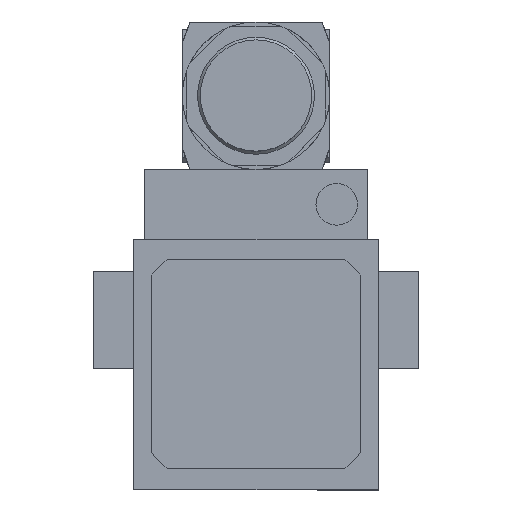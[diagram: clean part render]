
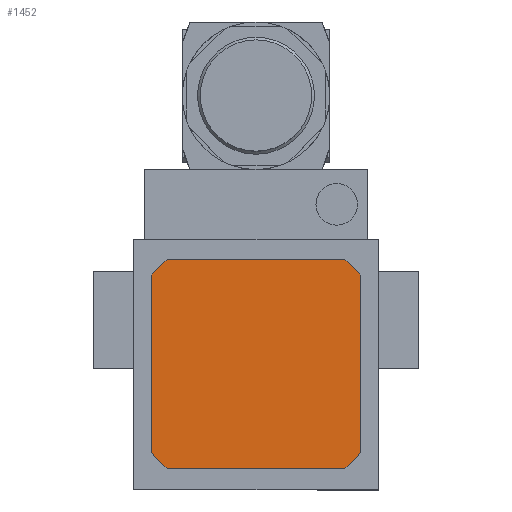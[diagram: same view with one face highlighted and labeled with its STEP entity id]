
A CAD part, top view. The second image highlights one B-rep face of the part: STEP entity #1452.
In plain terms, the highlighted free-form (B-spline) face has degree [1, 1] with [2, 2] control points.
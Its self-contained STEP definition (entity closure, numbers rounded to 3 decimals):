
#1183=CARTESIAN_POINT('',(37.5,31.927,142.0));
#1184=VERTEX_POINT('',#1183);
#1185=CARTESIAN_POINT('',(31.927,37.5,142.0));
#1186=VERTEX_POINT('',#1185);
#1187=CARTESIAN_POINT('',(0.0,0.0,142.0));
#1188=DIRECTION('',(0.0,0.0,1.));
#1189=DIRECTION('',(0.648,0.761,0.0));
#1190=AXIS2_PLACEMENT_3D('',#1187,#1188,#1189);
#1191=CIRCLE('',#1190,49.25);
#1192=EDGE_CURVE('',#1184,#1186,#1191,.T.);
#1215=CARTESIAN_POINT('',(-31.927,37.5,142.0));
#1216=VERTEX_POINT('',#1215);
#1217=CARTESIAN_POINT('',(31.927,37.5,142.0));
#1218=DIRECTION('',(-1.0,0.0,0.0));
#1219=VECTOR('',#1218,63.853);
#1220=LINE('',#1217,#1219);
#1221=EDGE_CURVE('',#1186,#1216,#1220,.T.);
#1260=CARTESIAN_POINT('',(-37.5,31.927,142.0));
#1261=VERTEX_POINT('',#1260);
#1262=CARTESIAN_POINT('',(0.0,0.0,142.0));
#1263=DIRECTION('',(0.0,0.0,1.));
#1264=DIRECTION('',(-0.761,0.648,0.0));
#1265=AXIS2_PLACEMENT_3D('',#1262,#1263,#1264);
#1266=CIRCLE('',#1265,49.25);
#1267=EDGE_CURVE('',#1216,#1261,#1266,.T.);
#1285=CARTESIAN_POINT('',(-37.5,-31.927,142.0));
#1286=VERTEX_POINT('',#1285);
#1287=CARTESIAN_POINT('',(-37.5,31.927,142.0));
#1288=DIRECTION('',(0.0,-1.0,0.0));
#1289=VECTOR('',#1288,63.853);
#1290=LINE('',#1287,#1289);
#1291=EDGE_CURVE('',#1261,#1286,#1290,.T.);
#1330=CARTESIAN_POINT('',(-31.927,-37.5,142.0));
#1331=VERTEX_POINT('',#1330);
#1332=CARTESIAN_POINT('',(0.0,0.0,142.0));
#1333=DIRECTION('',(0.0,0.0,1.0));
#1334=DIRECTION('',(-0.648,-0.761,0.0));
#1335=AXIS2_PLACEMENT_3D('',#1332,#1333,#1334);
#1336=CIRCLE('',#1335,49.25);
#1337=EDGE_CURVE('',#1286,#1331,#1336,.T.);
#1355=CARTESIAN_POINT('',(31.927,-37.5,142.0));
#1356=VERTEX_POINT('',#1355);
#1357=CARTESIAN_POINT('',(-31.927,-37.5,142.0));
#1358=DIRECTION('',(1.0,0.0,0.0));
#1359=VECTOR('',#1358,63.853);
#1360=LINE('',#1357,#1359);
#1361=EDGE_CURVE('',#1331,#1356,#1360,.T.);
#1400=CARTESIAN_POINT('',(37.5,-31.927,142.0));
#1401=VERTEX_POINT('',#1400);
#1402=CARTESIAN_POINT('',(0.0,0.0,142.0));
#1403=DIRECTION('',(0.0,0.0,1.0));
#1404=DIRECTION('',(0.761,-0.648,0.0));
#1405=AXIS2_PLACEMENT_3D('',#1402,#1403,#1404);
#1406=CIRCLE('',#1405,49.25);
#1407=EDGE_CURVE('',#1356,#1401,#1406,.T.);
#1425=CARTESIAN_POINT('',(37.5,-31.927,142.0));
#1426=DIRECTION('',(0.0,1.0,0.0));
#1427=VECTOR('',#1426,63.853);
#1428=LINE('',#1425,#1427);
#1429=EDGE_CURVE('',#1401,#1184,#1428,.T.);
#1437=CARTESIAN_POINT('',(-37.5,37.5,142.0));
#1438=CARTESIAN_POINT('',(37.5,37.5,142.0));
#1439=CARTESIAN_POINT('',(-37.5,-37.5,142.0));
#1440=CARTESIAN_POINT('',(37.5,-37.5,142.0));
#1441=B_SPLINE_SURFACE_WITH_KNOTS('',1,1,((#1437,#1439),(#1438,#1440)),.UNSPECIFIED.,.F.,.F.,.U.,(2,2),(2,2),(0.0,75.0),(0.0,75.0),.UNSPECIFIED.);
#1442=ORIENTED_EDGE('',*,*,#1192,.T.);
#1443=ORIENTED_EDGE('',*,*,#1221,.T.);
#1444=ORIENTED_EDGE('',*,*,#1267,.T.);
#1445=ORIENTED_EDGE('',*,*,#1291,.T.);
#1446=ORIENTED_EDGE('',*,*,#1337,.T.);
#1447=ORIENTED_EDGE('',*,*,#1361,.T.);
#1448=ORIENTED_EDGE('',*,*,#1407,.T.);
#1449=ORIENTED_EDGE('',*,*,#1429,.T.);
#1450=EDGE_LOOP('',(#1442,#1443,#1444,#1445,#1446,#1447,#1448,#1449));
#1451=FACE_OUTER_BOUND('',#1450,.T.);
#1452=ADVANCED_FACE('',(#1451),#1441,.F.);
